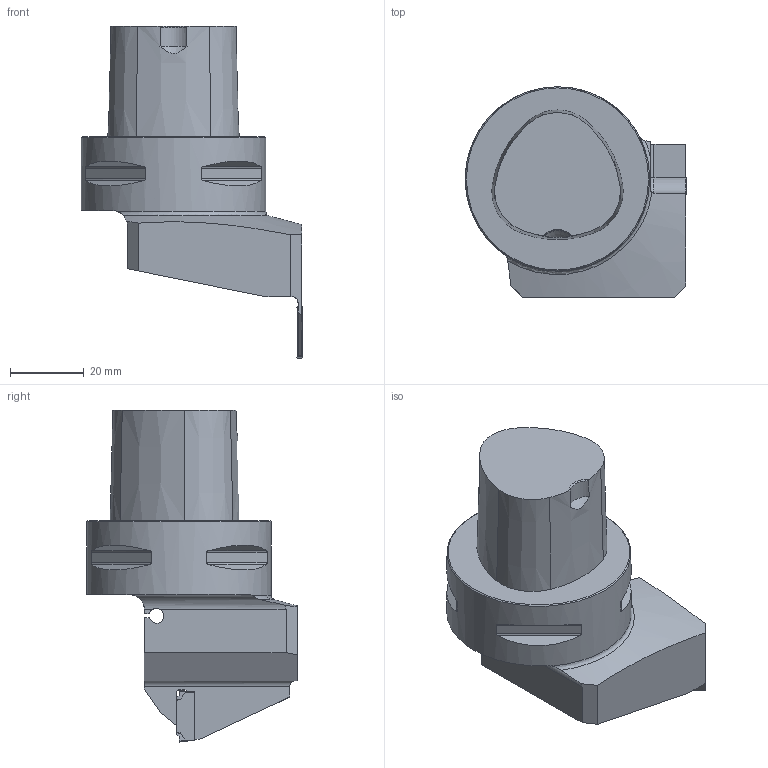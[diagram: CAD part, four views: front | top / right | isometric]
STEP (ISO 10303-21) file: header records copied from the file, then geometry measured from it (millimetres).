
FILE_DESCRIPTION(/* description */ (''),/* implementation_level */ '2;1');
FILE_NAME(/* name */ 'TOOLASSEMBLY_1.STP',/* time_stamp */ '2024-03-20T09:45:21+01:00',/* author */ (''),/* organization */ ('SMS'),/* preprocessor_version */ 'ST-DEVELOPER v16.7',/* originating_system */ 'SIEMENS PLM Software NX 12.0',/* authorisation */ '');
FILE_SCHEMA (('AUTOMOTIVE_DESIGN { 1 0 10303 214 3 1 1 1 }'));
Length unit declared in the file: millimetre
Products named in the file (4): ASSEMBLY_CONSTRUCTION; CUT_20240320094430; NOCUT_20240320094339; TOOLASSEMBLY_1
Assembly tree (3 placements, depth 2):
  TOOLASSEMBLY_1
    NOCUT_20240320094339
    CUT_20240320094430
    ASSEMBLY_CONSTRUCTION
Bounding box: 60.03 x 57 x 90 mm (x, y, z)
Volume: 102736.3 mm3; surface area: 16442.2 mm2
Topology: 2 solids, 2 shells, 113 faces, 306 edges, 206 vertices
Faces by surface type: plane 61, cylinder 23, extrusion 16, cone 11, torus 2
Full cylindrical faces by diameter (mm): 50 x1
Entity records: 4473 total; most frequent: CARTESIAN_POINT 1579, ORIENTED_EDGE 604, DIRECTION 510, EDGE_CURVE 302, VERTEX_POINT 200, VECTOR 190, LINE 174, AXIS2_PLACEMENT_3D 160
